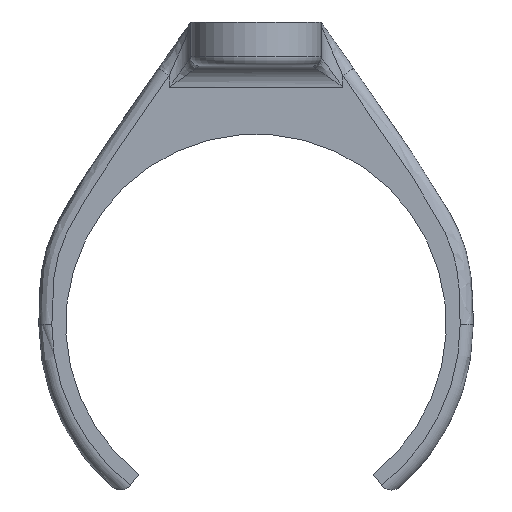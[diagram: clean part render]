
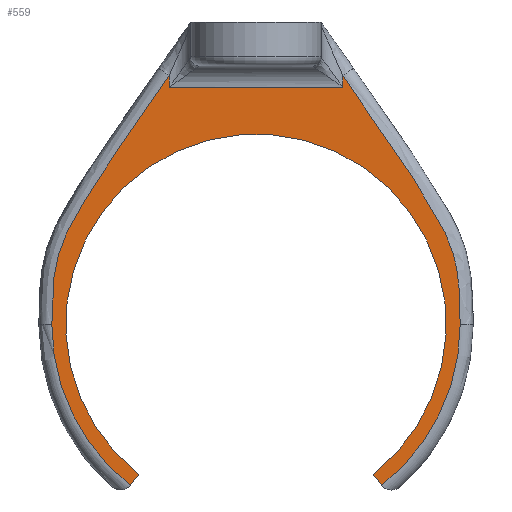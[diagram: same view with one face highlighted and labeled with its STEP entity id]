
A CAD part, front view. The second image highlights one B-rep face of the part: STEP entity #559.
In plain terms, the highlighted planar face has unit normal (0, -1, 0).
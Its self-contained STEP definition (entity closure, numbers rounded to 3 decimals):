
#20=B_SPLINE_CURVE_WITH_KNOTS('',3,(#996,#997,#998,#999,#1000,#1001,#1002,
#1003,#1004,#1005,#1006),.UNSPECIFIED.,.F.,.F.,(4,1,1,1,1,1,1,1,4),(0.,
0.232,0.463,0.695,0.926,
1.39,2.316,2.779,3.242),
 .UNSPECIFIED.);
#28=B_SPLINE_CURVE_WITH_KNOTS('',3,(#1230,#1231,#1232,#1233,#1234,#1235,
#1236,#1237,#1238,#1239),.UNSPECIFIED.,.F.,.F.,(4,1,1,1,1,1,1,4),(-3.241,
-2.315,-1.389,-1.158,-0.926,
-0.695,-0.463,0.),.UNSPECIFIED.);
#42=PLANE('',#623);
#60=LINE('',#905,#90);
#63=LINE('',#1220,#93);
#64=LINE('',#1224,#94);
#65=LINE('',#1240,#95);
#66=LINE('',#1241,#96);
#90=VECTOR('',#693,10.);
#93=VECTOR('',#722,10.);
#94=VECTOR('',#725,10.);
#95=VECTOR('',#730,10.);
#96=VECTOR('',#731,10.);
#139=FACE_OUTER_BOUND('',#175,.T.);
#175=EDGE_LOOP('',(#422,#423,#424,#425,#426,#427,#428,#429,#430,#431,#432,
#433));
#209=CIRCLE('',#612,23.5);
#213=CIRCLE('',#617,1.5);
#218=CIRCLE('',#624,21.9);
#219=CIRCLE('',#625,1.5);
#220=CIRCLE('',#626,23.5);
#233=VERTEX_POINT('',#835);
#240=VERTEX_POINT('',#886);
#243=VERTEX_POINT('',#896);
#244=VERTEX_POINT('',#907);
#245=VERTEX_POINT('',#908);
#252=VERTEX_POINT('',#1093);
#259=VERTEX_POINT('',#1219);
#260=VERTEX_POINT('',#1221);
#261=VERTEX_POINT('',#1223);
#262=VERTEX_POINT('',#1225);
#263=VERTEX_POINT('',#1227);
#264=VERTEX_POINT('',#1229);
#301=EDGE_CURVE('',#243,#233,#60,.T.);
#302=EDGE_CURVE('',#244,#245,#209,.T.);
#308=EDGE_CURVE('',#245,#243,#20,.T.);
#313=EDGE_CURVE('',#252,#244,#213,.T.);
#323=EDGE_CURVE('',#259,#252,#63,.T.);
#324=EDGE_CURVE('',#259,#260,#218,.T.);
#325=EDGE_CURVE('',#260,#261,#64,.T.);
#326=EDGE_CURVE('',#262,#261,#219,.T.);
#327=EDGE_CURVE('',#263,#262,#220,.T.);
#328=EDGE_CURVE('',#264,#263,#28,.T.);
#329=EDGE_CURVE('',#240,#264,#65,.T.);
#330=EDGE_CURVE('',#233,#240,#66,.T.);
#422=ORIENTED_EDGE('',*,*,#308,.F.);
#423=ORIENTED_EDGE('',*,*,#302,.F.);
#424=ORIENTED_EDGE('',*,*,#313,.F.);
#425=ORIENTED_EDGE('',*,*,#323,.F.);
#426=ORIENTED_EDGE('',*,*,#324,.T.);
#427=ORIENTED_EDGE('',*,*,#325,.T.);
#428=ORIENTED_EDGE('',*,*,#326,.F.);
#429=ORIENTED_EDGE('',*,*,#327,.F.);
#430=ORIENTED_EDGE('',*,*,#328,.F.);
#431=ORIENTED_EDGE('',*,*,#329,.F.);
#432=ORIENTED_EDGE('',*,*,#330,.F.);
#433=ORIENTED_EDGE('',*,*,#301,.F.);
#559=ADVANCED_FACE('',(#139),#42,.F.);
#612=AXIS2_PLACEMENT_3D('',#909,#696,#697);
#617=AXIS2_PLACEMENT_3D('',#1095,#707,#708);
#623=AXIS2_PLACEMENT_3D('',#1218,#720,#721);
#624=AXIS2_PLACEMENT_3D('',#1222,#723,#724);
#625=AXIS2_PLACEMENT_3D('',#1226,#726,#727);
#626=AXIS2_PLACEMENT_3D('',#1228,#728,#729);
#693=DIRECTION('',(0.,0.,-1.));
#696=DIRECTION('center_axis',(0.,1.,0.));
#697=DIRECTION('ref_axis',(-0.899,0.,-0.438));
#707=DIRECTION('center_axis',(0.,1.,0.));
#708=DIRECTION('ref_axis',(0.09,0.,-0.996));
#720=DIRECTION('center_axis',(0.,1.,0.));
#721=DIRECTION('ref_axis',(1.,0.,0.));
#722=DIRECTION('',(-0.616,0.,-0.788));
#723=DIRECTION('center_axis',(0.,1.,0.));
#724=DIRECTION('ref_axis',(1.,0.,0.));
#725=DIRECTION('',(0.616,0.,-0.788));
#726=DIRECTION('center_axis',(0.,1.,0.));
#727=DIRECTION('ref_axis',(-0.09,0.,-0.996));
#728=DIRECTION('center_axis',(0.,1.,0.));
#729=DIRECTION('ref_axis',(0.899,0.,-0.438));
#730=DIRECTION('',(0.,0.,1.));
#731=DIRECTION('',(1.,0.,0.));
#835=CARTESIAN_POINT('',(-10.001,0.,27.285));
#886=CARTESIAN_POINT('',(9.999,0.,27.285));
#896=CARTESIAN_POINT('',(-10.001,0.,28.627));
#905=CARTESIAN_POINT('',(-10.001,0.,21.163));
#907=CARTESIAN_POINT('',(-14.469,0.,-18.518));
#908=CARTESIAN_POINT('',(-23.5,0.,0.));
#909=CARTESIAN_POINT('Origin',(0.,0.,0.));
#996=CARTESIAN_POINT('Ctrl Pts',(-23.5,0.,0.));
#997=CARTESIAN_POINT('Ctrl Pts',(-23.5,0.,0.772));
#998=CARTESIAN_POINT('Ctrl Pts',(-23.484,0.,2.302));
#999=CARTESIAN_POINT('Ctrl Pts',(-23.364,0.,4.619));
#1000=CARTESIAN_POINT('Ctrl Pts',(-23.061,0.,6.931));
#1001=CARTESIAN_POINT('Ctrl Pts',(-22.21,0.,9.907));
#1002=CARTESIAN_POINT('Ctrl Pts',(-19.591,0.,14.696));
#1003=CARTESIAN_POINT('Ctrl Pts',(-16.141,0.,19.77));
#1004=CARTESIAN_POINT('Ctrl Pts',(-12.674,0.,24.815));
#1005=CARTESIAN_POINT('Ctrl Pts',(-10.888,0.,27.363));
#1006=CARTESIAN_POINT('Ctrl Pts',(-10.001,0.,28.627));
#1093=CARTESIAN_POINT('',(-14.439,0.,-18.48));
#1095=CARTESIAN_POINT('Origin',(-15.621,0.,-17.557));
#1218=CARTESIAN_POINT('Origin',(0.,0.,7.542));
#1219=CARTESIAN_POINT('',(-13.483,0.,-17.257));
#1220=CARTESIAN_POINT('',(0.,0.,0.));
#1221=CARTESIAN_POINT('',(13.483,0.,-17.257));
#1222=CARTESIAN_POINT('Origin',(0.,0.,0.));
#1223=CARTESIAN_POINT('',(14.439,0.,-18.48));
#1224=CARTESIAN_POINT('',(0.,0.,0.));
#1225=CARTESIAN_POINT('',(14.469,0.,-18.518));
#1226=CARTESIAN_POINT('Origin',(15.621,0.,-17.557));
#1227=CARTESIAN_POINT('',(23.5,0.,0.));
#1228=CARTESIAN_POINT('Origin',(0.,0.,0.));
#1229=CARTESIAN_POINT('',(9.999,0.,28.628));
#1230=CARTESIAN_POINT('Ctrl Pts',(9.999,0.,
28.628));
#1231=CARTESIAN_POINT('Ctrl Pts',(11.771,0.,
26.101));
#1232=CARTESIAN_POINT('Ctrl Pts',(15.287,0.,
21.031));
#1233=CARTESIAN_POINT('Ctrl Pts',(19.172,0.,
15.314));
#1234=CARTESIAN_POINT('Ctrl Pts',(21.463,0.,
11.268));
#1235=CARTESIAN_POINT('Ctrl Pts',(22.421,0.,
9.159));
#1236=CARTESIAN_POINT('Ctrl Pts',(23.063,0.,
6.925));
#1237=CARTESIAN_POINT('Ctrl Pts',(23.461,0.,
3.858));
#1238=CARTESIAN_POINT('Ctrl Pts',(23.5,0.,1.543));
#1239=CARTESIAN_POINT('Ctrl Pts',(23.5,0.,0.));
#1240=CARTESIAN_POINT('',(9.999,0.,18.663));
#1241=CARTESIAN_POINT('',(-3.751,0.,27.285));
